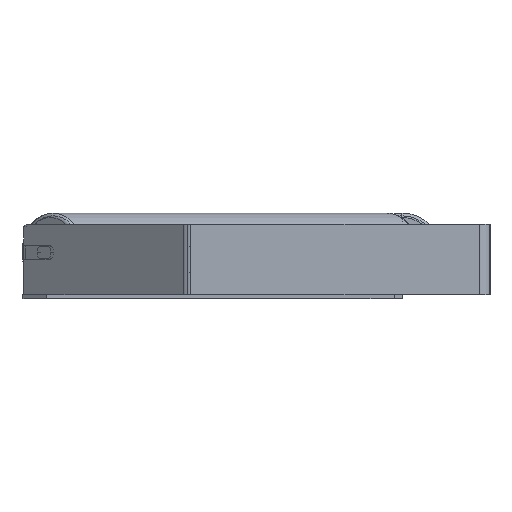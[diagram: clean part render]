
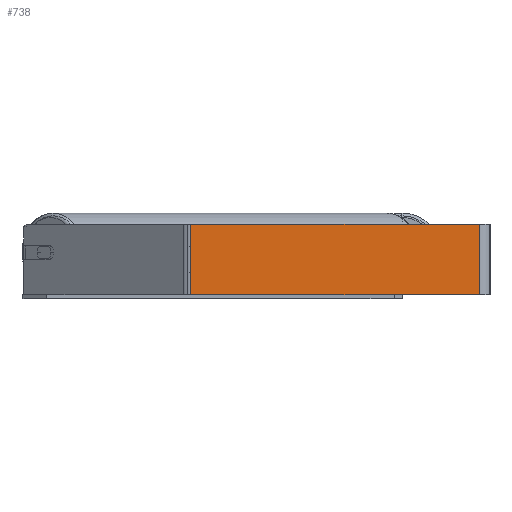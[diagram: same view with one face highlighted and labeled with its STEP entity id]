
A CAD part, left-side view. The second image highlights one B-rep face of the part: STEP entity #738.
In plain terms, the highlighted planar face has unit normal (-1, 0, 0).
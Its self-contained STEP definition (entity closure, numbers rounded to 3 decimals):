
#738 = ADVANCED_FACE ( 'NONE', ( #7731 ), #5058, .F. ) ;
#974 = LINE ( 'NONE', #3180, #8479 ) ;
#1185 = CARTESIAN_POINT ( 'NONE',  ( -945., 344.573, 40. ) ) ;
#1251 = ORIENTED_EDGE ( 'NONE', *, *, #1994, .F. ) ;
#1460 = VERTEX_POINT ( 'NONE', #6948 ) ;
#1580 = VECTOR ( 'NONE', #3493, 1000. ) ;
#1685 = DIRECTION ( 'NONE',  ( 0., -1., 0. ) ) ;
#1728 = VECTOR ( 'NONE', #6976, 1000. ) ;
#1865 = DIRECTION ( 'NONE',  ( 0., 0., -1. ) ) ;
#1994 = EDGE_CURVE ( 'NONE', #5378, #1460, #4837, .T. ) ;
#2680 = VECTOR ( 'NONE', #1685, 1000. ) ;
#2719 = CARTESIAN_POINT ( 'NONE',  ( -945., 344.573, 40. ) ) ;
#3041 = VERTEX_POINT ( 'NONE', #3840 ) ;
#3180 = CARTESIAN_POINT ( 'NONE',  ( -945., 340.206, 40. ) ) ;
#3229 = ORIENTED_EDGE ( 'NONE', *, *, #6177, .T. ) ;
#3493 = DIRECTION ( 'NONE',  ( 0., 0., -1. ) ) ;
#3782 = ORIENTED_EDGE ( 'NONE', *, *, #7117, .F. ) ;
#3840 = CARTESIAN_POINT ( 'NONE',  ( -945., 12., -40. ) ) ;
#4035 = LINE ( 'NONE', #9100, #2680 ) ;
#4307 = AXIS2_PLACEMENT_3D ( 'NONE', #2719, #5607, #9388 ) ;
#4605 = EDGE_CURVE ( 'NONE', #5705, #3041, #4035, .T. ) ;
#4837 = LINE ( 'NONE', #1185, #1728 ) ;
#5058 = PLANE ( 'NONE',  #4307 ) ;
#5378 = VERTEX_POINT ( 'NONE', #8797 ) ;
#5607 = DIRECTION ( 'NONE',  ( 1., 0., 0. ) ) ;
#5705 = VERTEX_POINT ( 'NONE', #6688 ) ;
#6177 = EDGE_CURVE ( 'NONE', #5378, #5705, #974, .T. ) ;
#6348 = EDGE_LOOP ( 'NONE', ( #7552, #3782, #1251, #3229 ) ) ;
#6688 = CARTESIAN_POINT ( 'NONE',  ( -945., 340.206, -40. ) ) ;
#6948 = CARTESIAN_POINT ( 'NONE',  ( -945., 12., 40. ) ) ;
#6976 = DIRECTION ( 'NONE',  ( 0., -1., 0. ) ) ;
#7080 = CARTESIAN_POINT ( 'NONE',  ( -945., 12., 40. ) ) ;
#7117 = EDGE_CURVE ( 'NONE', #1460, #3041, #9260, .T. ) ;
#7552 = ORIENTED_EDGE ( 'NONE', *, *, #4605, .T. ) ;
#7731 = FACE_OUTER_BOUND ( 'NONE', #6348, .T. ) ;
#8479 = VECTOR ( 'NONE', #1865, 1000. ) ;
#8797 = CARTESIAN_POINT ( 'NONE',  ( -945., 340.206, 40. ) ) ;
#9100 = CARTESIAN_POINT ( 'NONE',  ( -945., 344.573, -40. ) ) ;
#9260 = LINE ( 'NONE', #7080, #1580 ) ;
#9388 = DIRECTION ( 'NONE',  ( 0., 0., -1. ) ) ;
